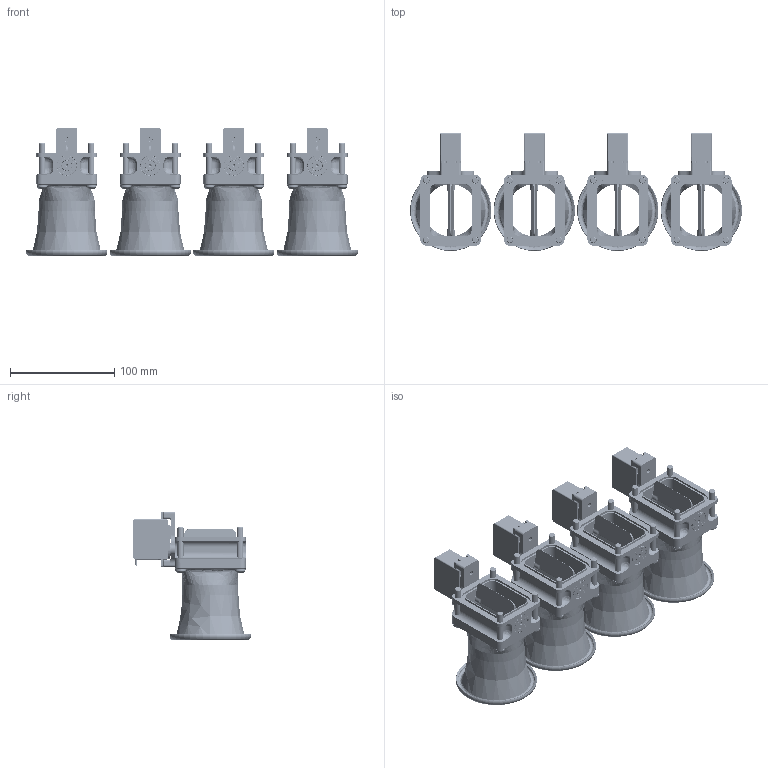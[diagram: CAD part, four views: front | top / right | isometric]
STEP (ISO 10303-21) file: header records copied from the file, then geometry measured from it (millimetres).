
FILE_DESCRIPTION(('FreeCAD Model'),'2;1');
FILE_NAME('Open CASCADE Shape Model','2025-04-17T09:47:44',('FreeCAD'),( 'FreeCAD'),'Open CASCADE STEP processor 7.6','FreeCAD','Unknown');
FILE_SCHEMA(('AUTOMOTIVE_DESIGN { 1 0 10303 214 1 1 1 1 }'));
Products named in the file (1): Open CASCADE STEP translator 7.6 1
Bounding box: 318 x 113 x 123.3 mm (x, y, z)
Volume: 465875.2 mm3; surface area: 304139.3 mm2
Topology: 68 solids, 76 shells, 3624 faces, 10520 edges, 6912 vertices
Faces by surface type: plane 1784, cylinder 744, bspline 456, cone 312, torus 248, sphere 80
Full cylindrical faces by diameter (mm): 1 x24, 2 x12, 3 x4, 4.134 x4, 5 x8, 6 x48, 8 x4, 10 x32, 10.2 x8, 10.5 x16, 12 x8, 12.319 x16, 12.52 x16, 13 x16, 16 x16, 16.48 x16, 16.681 x16, 19 x16, 50 x4, 54 x4
Entity records: 141300 total; most frequent: CARTESIAN_POINT 51905, ORIENTED_EDGE 19984, DIRECTION 16786, EDGE_CURVE 9992, VERTEX_POINT 6704, AXIS2_PLACEMENT_3D 6349, FACE_BOUND 4212, EDGE_LOOP 4132
